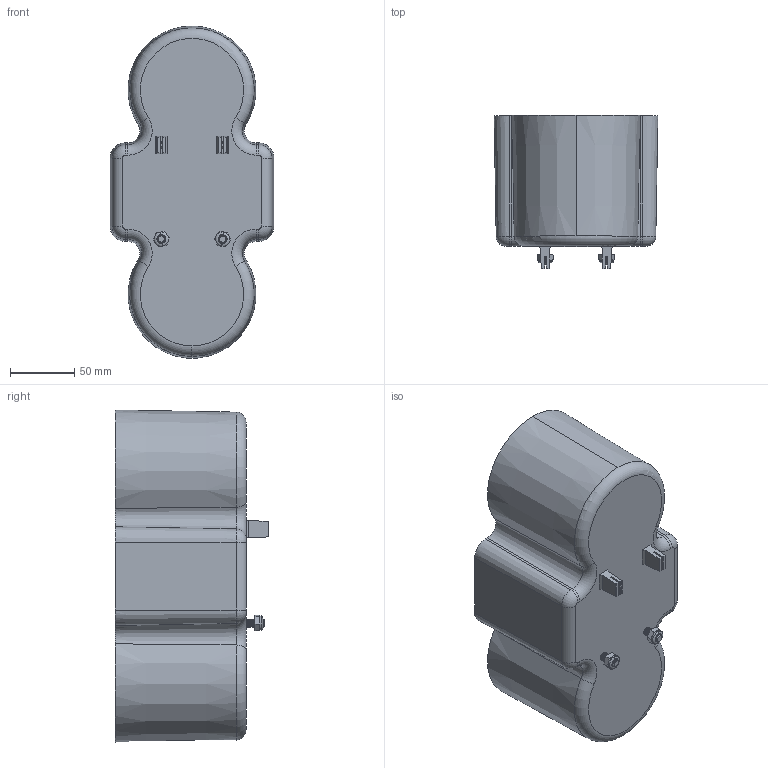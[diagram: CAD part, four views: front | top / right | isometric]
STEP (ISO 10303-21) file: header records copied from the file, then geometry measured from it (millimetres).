
FILE_DESCRIPTION (( 'STEP AP203' ), '1' );
FILE_NAME ('1041-1.STEP', '2018-07-26T14:58:18', ( 'admin' ), ( 'Hewlett-Packard Company' ), 'SwSTEP 2.0', 'SolidWorks 2017', '' );
FILE_SCHEMA (( 'CONFIG_CONTROL_DESIGN' ));
Length unit declared in the file: inch
Products named in the file (6): 1041-1P_cut; 2049; 7016; 2098_HFBOLT 0.25-20x1.25x0.75-C; 2069LN_MSHXNUT 0.250-20-S-N; 1041-1
Assembly tree (9 placements, depth 2):
  1041-1
    1041-1P_cut
    2049  x2
    7016  x2
    2098_HFBOLT 0.25-20x1.25x0.75-C  x2
    2069LN_MSHXNUT 0.250-20-S-N  x2
Bounding box: 127.37 x 119.06 x 258.08 mm (x, y, z)
Volume: 421403.9 mm3; surface area: 184876.8 mm2
Topology: 11 solids, 11 shells, 819 faces, 1991 edges, 1216 vertices
Faces by surface type: cone 330, plane 244, cylinder 132, bspline 67, torus 46
Entity records: 17601 total; most frequent: CARTESIAN_POINT 5273, ORIENTED_EDGE 2450, DIRECTION 2383, EDGE_CURVE 1225, AXIS2_PLACEMENT_3D 885, VERTEX_POINT 757, VECTOR 613, LINE 613
